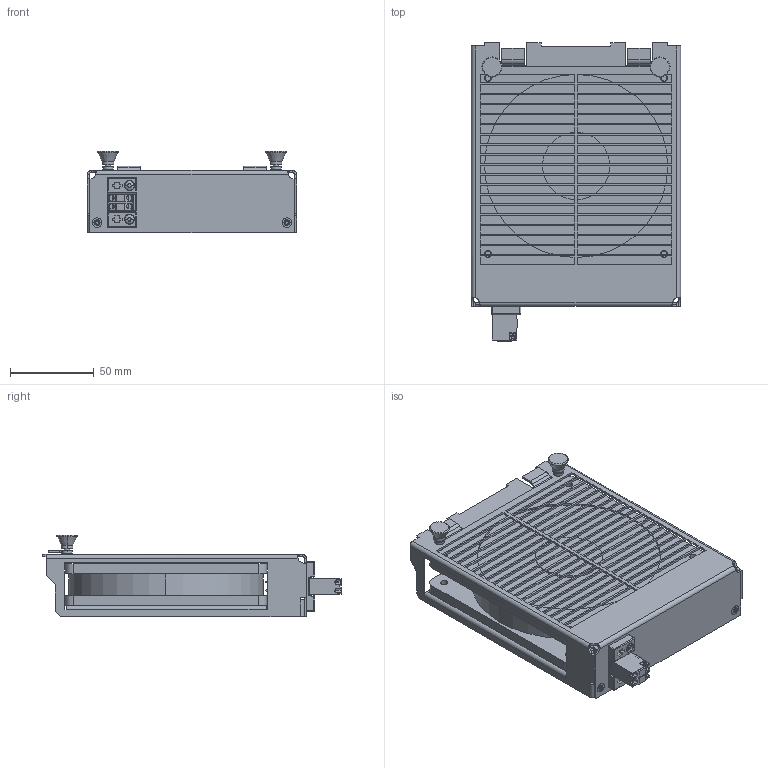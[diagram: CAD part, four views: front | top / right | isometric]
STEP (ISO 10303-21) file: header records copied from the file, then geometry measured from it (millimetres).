
FILE_DESCRIPTION((''),'2;1');
FILE_NAME('672952-01-K01_ASM','2009-12-18T',('ch5084'),(''),'PRO/ENGINEER BY PARAMETRIC TECHNOLOGY CORPORATION, 2008230','PRO/ENGINEER BY PARAMETRIC TECHNOLOGY CORPORATION, 2008230','');
FILE_SCHEMA(('CONFIG_CONTROL_DESIGN'));
Length unit declared in the file: millimetre
Products named in the file (11): 663256-01-K01; 551355-01-K01_AF4; 551355-01-K01_AF5; 672912-01-K01_ASM; 660938-02-K01; 286607-10-A01; 257727-06-K01; 672145-01-K01; 673404-02-K01; 286607-11-A01; 672952-01-K01_ASM
Assembly tree (15 placements, depth 3):
  672952-01-K01_ASM
    672912-01-K01_ASM
      663256-01-K01
      551355-01-K01_AF4
      551355-01-K01_AF5
    660938-02-K01
    286607-10-A01  x4
    257727-06-K01
    672145-01-K01
    673404-02-K01  x2
    286607-11-A01  x2
Bounding box: 124.5 x 178.2 x 48.4 mm (x, y, z)
Volume: 256466.7 mm3; surface area: 107266.9 mm2
Topology: 14 solids, 14 shells, 1072 faces, 2757 edges, 1758 vertices
Faces by surface type: plane 698, cylinder 302, cone 40, sphere 16, torus 12, bspline 4
Entity records: 38067 total; most frequent: CARTESIAN_POINT 5681, ORIENTED_EDGE 5118, DIRECTION 5054, EDGE_CURVE 2559, VECTOR 1962, LINE 1962, PRESENTATION_STYLE_ASSIGNMENT 1745, VERTEX_POINT 1636
